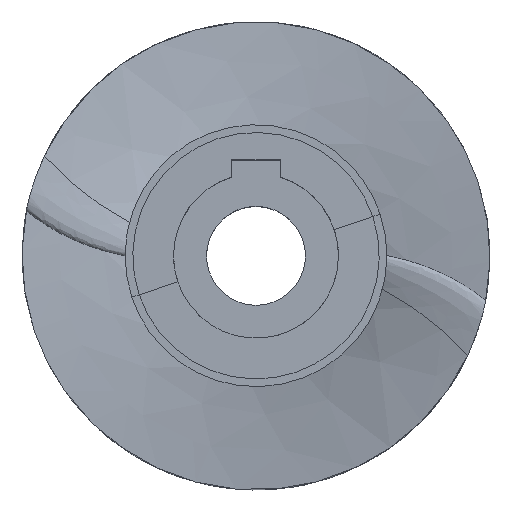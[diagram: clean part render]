
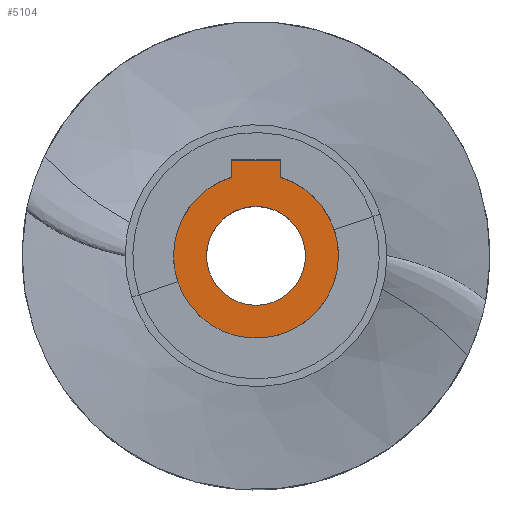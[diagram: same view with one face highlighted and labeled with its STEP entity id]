
A CAD part, top view. The second image highlights one B-rep face of the part: STEP entity #5104.
In plain terms, the highlighted planar face has unit normal (0, 0, 1).
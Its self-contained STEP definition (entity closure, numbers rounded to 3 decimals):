
#170 = VECTOR ( 'NONE', #9353, 1000. ) ;
#365 = ORIENTED_EDGE ( 'NONE', *, *, #8355, .T. ) ;
#402 = CARTESIAN_POINT ( 'NONE',  ( -3., 0., -4.928 ) ) ;
#441 = PLANE ( 'NONE',  #8045 ) ;
#496 = EDGE_CURVE ( 'NONE', #3631, #6653, #564, .T. ) ;
#564 = LINE ( 'NONE', #662, #170 ) ;
#662 = CARTESIAN_POINT ( 'NONE',  ( -1.5, 5.809, -4.928 ) ) ;
#1205 = CIRCLE ( 'NONE', #9410, 5. ) ;
#1269 = DIRECTION ( 'NONE',  ( 0., 0., -1. ) ) ;
#1302 = EDGE_CURVE ( 'NONE', #8567, #5147, #1205, .T. ) ;
#1665 = CARTESIAN_POINT ( 'NONE',  ( -1.5, 4.77, -4.928 ) ) ;
#1688 = DIRECTION ( 'NONE',  ( 0., 1., 0. ) ) ;
#1793 = DIRECTION ( 'NONE',  ( 0., 0., 1. ) ) ;
#1808 = CARTESIAN_POINT ( 'NONE',  ( 0., 0., -4.928 ) ) ;
#1873 = EDGE_CURVE ( 'NONE', #5147, #7144, #6804, .T. ) ;
#1929 = CARTESIAN_POINT ( 'NONE',  ( 0., 0., -4.928 ) ) ;
#2119 = CIRCLE ( 'NONE', #3643, 3. ) ;
#2381 = ORIENTED_EDGE ( 'NONE', *, *, #1302, .T. ) ;
#2386 = DIRECTION ( 'NONE',  ( 0., 0., 1. ) ) ;
#2403 = CARTESIAN_POINT ( 'NONE',  ( 1.5, 5.809, -4.928 ) ) ;
#2463 = CARTESIAN_POINT ( 'NONE',  ( 0., 0., -4.928 ) ) ;
#2472 = DIRECTION ( 'NONE',  ( 1., 0., 0. ) ) ;
#2600 = EDGE_CURVE ( 'NONE', #7144, #9263, #5753, .T. ) ;
#2618 = DIRECTION ( 'NONE',  ( 0., 0., -1. ) ) ;
#3185 = CARTESIAN_POINT ( 'NONE',  ( 0., 0., -4.928 ) ) ;
#3245 = LINE ( 'NONE', #6806, #3321 ) ;
#3321 = VECTOR ( 'NONE', #1688, 1000. ) ;
#3352 = AXIS2_PLACEMENT_3D ( 'NONE', #1808, #2618, #5512 ) ;
#3390 = CARTESIAN_POINT ( 'NONE',  ( -5., 0., -4.928 ) ) ;
#3455 = CARTESIAN_POINT ( 'NONE',  ( 3., 0., -4.928 ) ) ;
#3573 = EDGE_CURVE ( 'NONE', #8567, #6653, #5145, .T. ) ;
#3631 = VERTEX_POINT ( 'NONE', #2403 ) ;
#3643 = AXIS2_PLACEMENT_3D ( 'NONE', #1929, #1269, #4168 ) ;
#3669 = CIRCLE ( 'NONE', #3352, 3. ) ;
#4086 = AXIS2_PLACEMENT_3D ( 'NONE', #2463, #8309, #4564 ) ;
#4168 = DIRECTION ( 'NONE',  ( 1., 0., 0. ) ) ;
#4251 = CARTESIAN_POINT ( 'NONE',  ( 1.5, 4.77, -4.928 ) ) ;
#4296 = ORIENTED_EDGE ( 'NONE', *, *, #1873, .T. ) ;
#4378 = EDGE_CURVE ( 'NONE', #9263, #3631, #3245, .T. ) ;
#4431 = DIRECTION ( 'NONE',  ( 0., 1., 0. ) ) ;
#4564 = DIRECTION ( 'NONE',  ( 1., 0., 0. ) ) ;
#5104 = ADVANCED_FACE ( 'NONE', ( #6127, #9036 ), #441, .T. ) ;
#5106 = ORIENTED_EDGE ( 'NONE', *, *, #3573, .F. ) ;
#5145 = LINE ( 'NONE', #8050, #8496 ) ;
#5147 = VERTEX_POINT ( 'NONE', #3390 ) ;
#5512 = DIRECTION ( 'NONE',  ( 1., 0., 0. ) ) ;
#5753 = CIRCLE ( 'NONE', #4086, 5. ) ;
#6045 = EDGE_CURVE ( 'NONE', #6214, #8762, #2119, .T. ) ;
#6127 = FACE_OUTER_BOUND ( 'NONE', #9327, .T. ) ;
#6214 = VERTEX_POINT ( 'NONE', #3455 ) ;
#6653 = VERTEX_POINT ( 'NONE', #7711 ) ;
#6702 = ORIENTED_EDGE ( 'NONE', *, *, #4378, .T. ) ;
#6804 = CIRCLE ( 'NONE', #7574, 5. ) ;
#6806 = CARTESIAN_POINT ( 'NONE',  ( 1.5, 5.809, -4.928 ) ) ;
#6997 = DIRECTION ( 'NONE',  ( 0., 0., 1. ) ) ;
#7121 = ORIENTED_EDGE ( 'NONE', *, *, #6045, .T. ) ;
#7144 = VERTEX_POINT ( 'NONE', #8516 ) ;
#7574 = AXIS2_PLACEMENT_3D ( 'NONE', #8406, #1793, #8306 ) ;
#7663 = CARTESIAN_POINT ( 'NONE',  ( 0., 0., -4.928 ) ) ;
#7711 = CARTESIAN_POINT ( 'NONE',  ( -1.5, 5.809, -4.928 ) ) ;
#7957 = ORIENTED_EDGE ( 'NONE', *, *, #2600, .T. ) ;
#8045 = AXIS2_PLACEMENT_3D ( 'NONE', #7663, #6997, #9136 ) ;
#8050 = CARTESIAN_POINT ( 'NONE',  ( -1.5, 5.809, -4.928 ) ) ;
#8187 = ORIENTED_EDGE ( 'NONE', *, *, #496, .T. ) ;
#8306 = DIRECTION ( 'NONE',  ( 1., 0., 0. ) ) ;
#8309 = DIRECTION ( 'NONE',  ( 0., 0., 1. ) ) ;
#8355 = EDGE_CURVE ( 'NONE', #8762, #6214, #3669, .T. ) ;
#8406 = CARTESIAN_POINT ( 'NONE',  ( 0., 0., -4.928 ) ) ;
#8496 = VECTOR ( 'NONE', #4431, 1000. ) ;
#8516 = CARTESIAN_POINT ( 'NONE',  ( 5., 0., -4.928 ) ) ;
#8567 = VERTEX_POINT ( 'NONE', #1665 ) ;
#8762 = VERTEX_POINT ( 'NONE', #402 ) ;
#9036 = FACE_BOUND ( 'NONE', #9229, .T. ) ;
#9136 = DIRECTION ( 'NONE',  ( 1., 0., 0. ) ) ;
#9229 = EDGE_LOOP ( 'NONE', ( #7121, #365 ) ) ;
#9263 = VERTEX_POINT ( 'NONE', #4251 ) ;
#9327 = EDGE_LOOP ( 'NONE', ( #2381, #4296, #7957, #6702, #8187, #5106 ) ) ;
#9353 = DIRECTION ( 'NONE',  ( -1., 0., 0. ) ) ;
#9410 = AXIS2_PLACEMENT_3D ( 'NONE', #3185, #2386, #2472 ) ;
